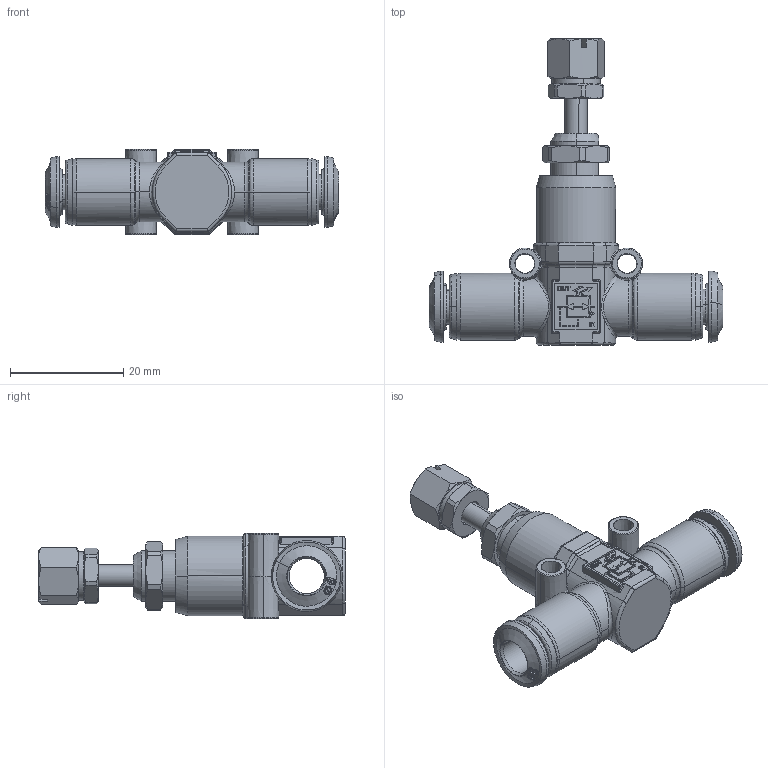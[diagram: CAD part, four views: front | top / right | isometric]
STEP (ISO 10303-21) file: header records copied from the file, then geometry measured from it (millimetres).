
FILE_DESCRIPTION (( 'STEP AP214' ), '1' );
FILE_NAME ('AI-5597_6-6.STEP', '2019-08-15T13:30:31', ( '' ), ( '' ), 'SwSTEP 2.0', 'SolidWorks 2019', '' );
FILE_SCHEMA (( 'AUTOMOTIVE_DESIGN' ));
Length unit declared in the file: millimetre
Products named in the file (1): AI-5597_6-6
Bounding box: 51.8 x 54.05 x 15 mm (x, y, z)
Surface area: 5655.4 mm2 (no closed solid volume)
Topology: 0 solids, 16 shells, 606 faces, 1555 edges, 949 vertices
Faces by surface type: plane 208, bspline 139, cone 117, cylinder 101, torus 38, sphere 3
Entity records: 30577 total; most frequent: CARTESIAN_POINT 19629, ORIENTED_EDGE 2888, EDGE_CURVE 1530, B_SPLINE_CURVE_WITH_KNOTS 1484, VERTEX_POINT 949, DIRECTION 936, EDGE_LOOP 649, ADVANCED_FACE 606
